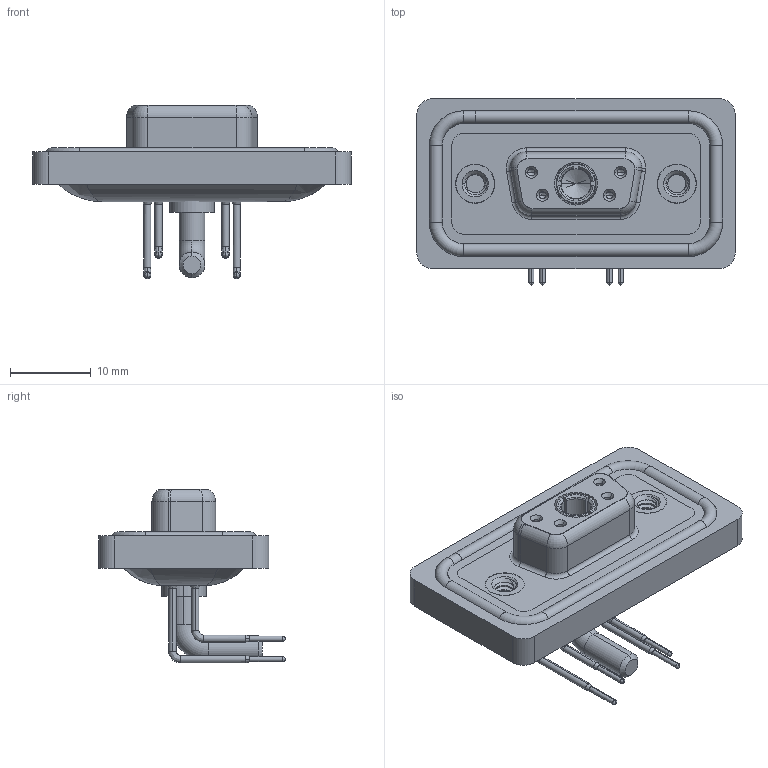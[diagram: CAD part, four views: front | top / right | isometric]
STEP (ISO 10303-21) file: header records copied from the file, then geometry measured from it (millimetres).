
FILE_DESCRIPTION (( 'STEP AP203' ), '1' );
FILE_NAME ('630W5W1-240-3N2.STEP', '2024-04-11T21:44:16', ( '' ), ( '' ), 'SwSTEP 2.0', 'SolidWorks 2023', '' );
FILE_SCHEMA (( 'CONFIG_CONTROL_DESIGN' ));
Length unit declared in the file: millimetre
Products named in the file (9): 630Combo Contact Row 2_50 Contacts; Power Socket_30A RA; 630Combo Waterproof Housing_09 Contacts; 630Combo Housing_5W1; 630Combo Shell Rear_09 Contacts; 630Combo Threaded Rivet_2; 630Combo Shell Front_09 Contacts; 630W5W1-240-3N2; 630Combo Contact Row 1_50 Contacts
Assembly tree (11 placements, depth 2):
  630W5W1-240-3N2
    630Combo Housing_5W1
    630Combo Shell Front_09 Contacts
    630Combo Shell Rear_09 Contacts
    630Combo Threaded Rivet_2  x2
    Power Socket_30A RA
    630Combo Contact Row 1_50 Contacts  x2
    630Combo Contact Row 2_50 Contacts  x2
    630Combo Waterproof Housing_09 Contacts
Bounding box: 39.5 x 23.12 x 21.53 mm (x, y, z)
Volume: 4856.6 mm3; surface area: 7861.5 mm2
Topology: 13 solids, 13 shells, 676 faces, 1695 edges, 1063 vertices
Faces by surface type: cylinder 305, plane 194, torus 77, cone 73, bspline 27
Entity records: 19826 total; most frequent: CARTESIAN_POINT 5230, DIRECTION 3008, ORIENTED_EDGE 2768, EDGE_CURVE 1384, AXIS2_PLACEMENT_3D 1212, VERTEX_POINT 877, CIRCLE 651, EDGE_LOOP 625
